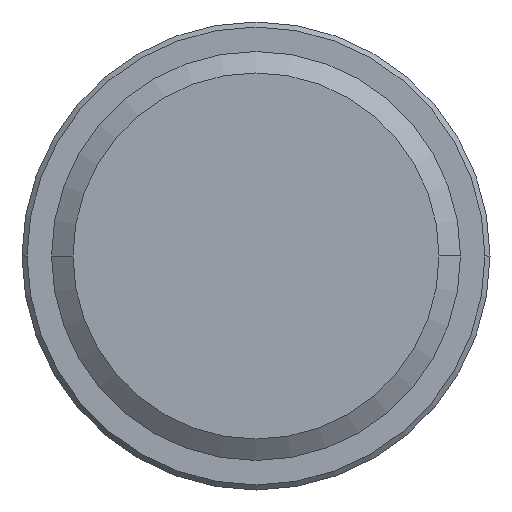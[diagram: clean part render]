
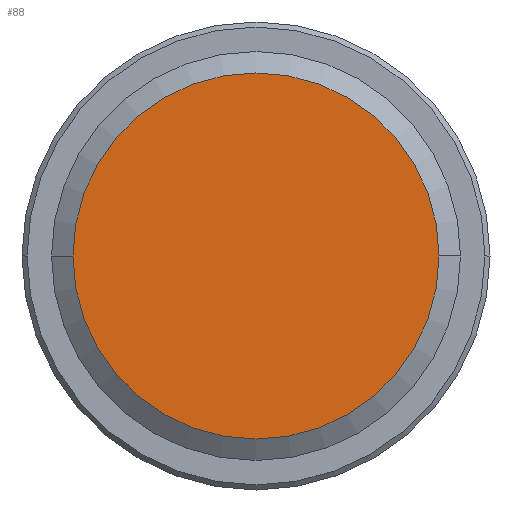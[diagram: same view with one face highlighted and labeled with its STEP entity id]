
A CAD part, left-side view. The second image highlights one B-rep face of the part: STEP entity #88.
In plain terms, the highlighted planar face has unit normal (-1, 0, 0).
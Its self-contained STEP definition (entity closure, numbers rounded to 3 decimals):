
#6 = ORIENTED_EDGE ( 'NONE', *, *, #200, .F. ) ;
#20 = CARTESIAN_POINT ( 'NONE',  ( 0., 0., 0. ) ) ;
#41 = CARTESIAN_POINT ( 'NONE',  ( 0., 4.879, 0. ) ) ;
#47 = DIRECTION ( 'NONE',  ( 0., 1., 0. ) ) ;
#54 = CIRCLE ( 'NONE', #86, 4.879 ) ;
#60 = DIRECTION ( 'NONE',  ( 0., -1., 0. ) ) ;
#64 = DIRECTION ( 'NONE',  ( 0., 1., 0. ) ) ;
#65 = PLANE ( 'NONE',  #66 ) ;
#66 = AXIS2_PLACEMENT_3D ( 'NONE', #41, #181, #60 ) ;
#70 = EDGE_CURVE ( 'NONE', #178, #158, #211, .T. ) ;
#86 = AXIS2_PLACEMENT_3D ( 'NONE', #168, #246, #47 ) ;
#88 = ADVANCED_FACE ( 'NONE', ( #240 ), #65, .T. ) ;
#100 = DIRECTION ( 'NONE',  ( 1., 0., 0. ) ) ;
#129 = CARTESIAN_POINT ( 'NONE',  ( 0., 4.879, 0. ) ) ;
#156 = ORIENTED_EDGE ( 'NONE', *, *, #70, .F. ) ;
#158 = VERTEX_POINT ( 'NONE', #245 ) ;
#168 = CARTESIAN_POINT ( 'NONE',  ( 0., 0., 0. ) ) ;
#178 = VERTEX_POINT ( 'NONE', #129 ) ;
#179 = AXIS2_PLACEMENT_3D ( 'NONE', #20, #100, #64 ) ;
#181 = DIRECTION ( 'NONE',  ( -1., 0., 0. ) ) ;
#200 = EDGE_CURVE ( 'NONE', #158, #178, #54, .T. ) ;
#211 = CIRCLE ( 'NONE', #179, 4.879 ) ;
#240 = FACE_OUTER_BOUND ( 'NONE', #250, .T. ) ;
#245 = CARTESIAN_POINT ( 'NONE',  ( 0., -4.879, 0. ) ) ;
#246 = DIRECTION ( 'NONE',  ( 1., 0., 0. ) ) ;
#250 = EDGE_LOOP ( 'NONE', ( #156, #6 ) ) ;
